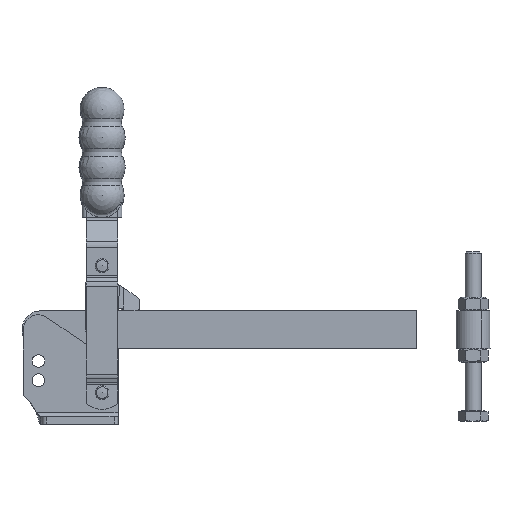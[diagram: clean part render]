
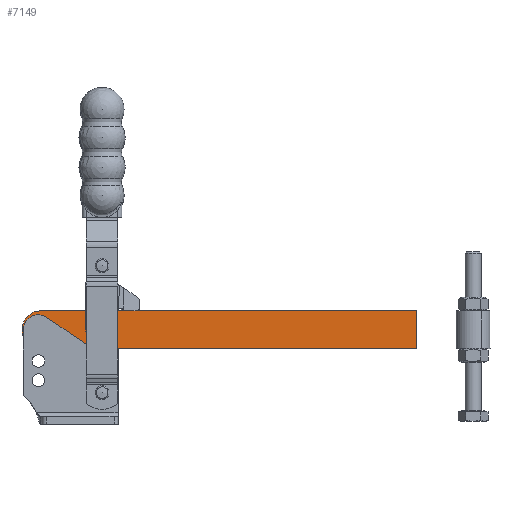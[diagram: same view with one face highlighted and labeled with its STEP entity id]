
A CAD part, top view. The second image highlights one B-rep face of the part: STEP entity #7149.
In plain terms, the highlighted planar face has unit normal (0, 0, 1).
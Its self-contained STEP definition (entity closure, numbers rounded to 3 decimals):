
#6841=CARTESIAN_POINT('',(-21.621,56.386,6.355));
#6842=VERTEX_POINT('',#6841);
#6851=CARTESIAN_POINT('',(-21.62,56.341,6.355));
#6852=VERTEX_POINT('',#6851);
#6853=CARTESIAN_POINT('',(-18.446,56.386,6.355));
#6854=DIRECTION('',(0.0,0.0,1.));
#6855=DIRECTION('',(1.,0.014,0.0));
#6856=AXIS2_PLACEMENT_3D('',#6853,#6854,#6855);
#6857=CIRCLE('',#6856,3.175);
#6858=EDGE_CURVE('',#6842,#6852,#6857,.T.);
#6860=CARTESIAN_POINT('',(-15.271,56.386,6.355));
#6861=VERTEX_POINT('',#6860);
#6862=CARTESIAN_POINT('',(-18.446,56.386,6.355));
#6863=DIRECTION('',(0.0,0.0,1.));
#6864=DIRECTION('',(1.,0.014,0.0));
#6865=AXIS2_PLACEMENT_3D('',#6862,#6863,#6864);
#6866=CIRCLE('',#6865,3.175);
#6867=EDGE_CURVE('',#6852,#6861,#6866,.T.);
#6901=CARTESIAN_POINT('',(10.126,56.823,6.355));
#6902=VERTEX_POINT('',#6901);
#6911=CARTESIAN_POINT('',(10.127,56.793,6.355));
#6912=VERTEX_POINT('',#6911);
#6913=CARTESIAN_POINT('',(13.301,56.838,6.355));
#6914=DIRECTION('',(0.,0.,1.0));
#6915=DIRECTION('',(1.,0.014,0.));
#6916=AXIS2_PLACEMENT_3D('',#6913,#6914,#6915);
#6917=CIRCLE('',#6916,3.175);
#6918=EDGE_CURVE('',#6902,#6912,#6917,.T.);
#6920=CARTESIAN_POINT('',(16.476,56.852,6.355));
#6921=VERTEX_POINT('',#6920);
#6922=CARTESIAN_POINT('',(13.301,56.838,6.355));
#6923=DIRECTION('',(0.,0.,1.0));
#6924=DIRECTION('',(1.,0.014,0.));
#6925=AXIS2_PLACEMENT_3D('',#6922,#6923,#6924);
#6926=CIRCLE('',#6925,3.175);
#6927=EDGE_CURVE('',#6912,#6921,#6926,.T.);
#6971=CARTESIAN_POINT('',(171.46,68.587,6.355));
#6972=VERTEX_POINT('',#6971);
#6979=CARTESIAN_POINT('',(171.73,49.589,6.355));
#6980=VERTEX_POINT('',#6979);
#6981=CARTESIAN_POINT('',(171.46,68.587,6.355));
#6982=DIRECTION('',(0.014,-1.,0.0));
#6983=VECTOR('',#6982,19.);
#6984=LINE('',#6981,#6983);
#6985=EDGE_CURVE('',#6972,#6980,#6984,.T.);
#7001=CARTESIAN_POINT('',(-17.011,46.906,6.355));
#7002=VERTEX_POINT('',#7001);
#7003=CARTESIAN_POINT('',(171.73,49.589,6.355));
#7004=DIRECTION('',(-1.,-0.014,0.));
#7005=VECTOR('',#7004,188.76);
#7006=LINE('',#7003,#7005);
#7007=EDGE_CURVE('',#6980,#7002,#7006,.T.);
#7032=CARTESIAN_POINT('',(-17.281,65.904,6.355));
#7033=VERTEX_POINT('',#7032);
#7034=CARTESIAN_POINT('',(-17.146,56.405,6.355));
#7035=DIRECTION('',(0.,0.,-1.));
#7036=DIRECTION('',(-0.014,1.,0.));
#7037=AXIS2_PLACEMENT_3D('',#7034,#7035,#7036);
#7038=CIRCLE('',#7037,9.5);
#7039=EDGE_CURVE('',#7002,#7033,#7038,.T.);
#7065=CARTESIAN_POINT('',(-17.281,65.904,6.355));
#7066=DIRECTION('',(1.,0.014,0.));
#7067=VECTOR('',#7066,188.76);
#7068=LINE('',#7065,#7067);
#7069=EDGE_CURVE('',#7033,#6972,#7068,.T.);
#7116=CARTESIAN_POINT('',(46.891,57.315,6.355));
#7117=DIRECTION('',(0.0,0.0,1.0));
#7118=DIRECTION('',(1.,0.014,0.0));
#7119=AXIS2_PLACEMENT_3D('',#7116,#7117,#7118);
#7120=PLANE('',#7119);
#7121=ORIENTED_EDGE('',*,*,#7007,.F.);
#7122=ORIENTED_EDGE('',*,*,#6985,.F.);
#7123=ORIENTED_EDGE('',*,*,#7069,.F.);
#7124=ORIENTED_EDGE('',*,*,#7039,.F.);
#7125=EDGE_LOOP('',(#7121,#7122,#7123,#7124));
#7126=FACE_OUTER_BOUND('',#7125,.T.);
#7127=ORIENTED_EDGE('',*,*,#6867,.F.);
#7128=ORIENTED_EDGE('',*,*,#6858,.F.);
#7129=CARTESIAN_POINT('',(-18.446,56.386,6.355));
#7130=DIRECTION('',(0.0,0.0,1.));
#7131=DIRECTION('',(1.,0.014,0.0));
#7132=AXIS2_PLACEMENT_3D('',#7129,#7130,#7131);
#7133=CIRCLE('',#7132,3.175);
#7134=EDGE_CURVE('',#6861,#6842,#7133,.T.);
#7135=ORIENTED_EDGE('',*,*,#7134,.F.);
#7136=EDGE_LOOP('',(#7127,#7128,#7135));
#7137=FACE_BOUND('',#7136,.T.);
#7138=ORIENTED_EDGE('',*,*,#6927,.F.);
#7139=ORIENTED_EDGE('',*,*,#6918,.F.);
#7140=CARTESIAN_POINT('',(13.301,56.838,6.355));
#7141=DIRECTION('',(0.,0.,1.0));
#7142=DIRECTION('',(1.,0.014,0.));
#7143=AXIS2_PLACEMENT_3D('',#7140,#7141,#7142);
#7144=CIRCLE('',#7143,3.175);
#7145=EDGE_CURVE('',#6921,#6902,#7144,.T.);
#7146=ORIENTED_EDGE('',*,*,#7145,.F.);
#7147=EDGE_LOOP('',(#7138,#7139,#7146));
#7148=FACE_BOUND('',#7147,.T.);
#7149=ADVANCED_FACE('',(#7126,#7137,#7148),#7120,.T.);
